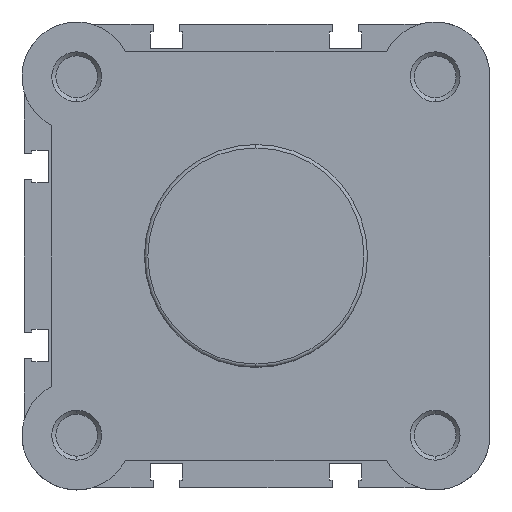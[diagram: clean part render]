
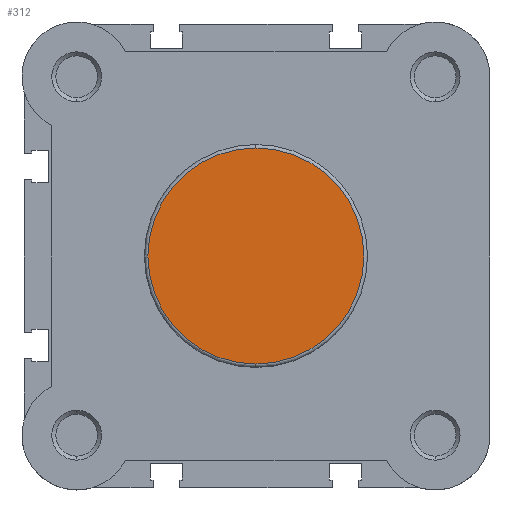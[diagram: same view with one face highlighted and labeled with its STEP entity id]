
A CAD part, left-side view. The second image highlights one B-rep face of the part: STEP entity #312.
In plain terms, the highlighted planar face has unit normal (-1, 0, 0).
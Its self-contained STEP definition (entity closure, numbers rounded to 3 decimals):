
#312 = ADVANCED_FACE ( 'NONE', ( #3192 ), #4431, .F. ) ;
#1346 = CIRCLE ( 'NONE', #2520, 21.7 ) ;
#1430 = CIRCLE ( 'NONE', #2555, 21.7 ) ;
#2071 = EDGE_CURVE ( 'NONE', #3713, #3714, #1346, .T. ) ;
#2131 = EDGE_CURVE ( 'NONE', #3714, #3713, #1430, .T. ) ;
#2325 = AXIS2_PLACEMENT_3D ( 'NONE', #4430, #4433, #4434 ) ;
#2520 = AXIS2_PLACEMENT_3D ( 'NONE', #5808, #5809, #5810 ) ;
#2555 = AXIS2_PLACEMENT_3D ( 'NONE', #5956, #5963, #5964 ) ;
#3192 = FACE_OUTER_BOUND ( 'NONE', #6150, .T. ) ;
#3713 = VERTEX_POINT ( 'NONE', #6090 ) ;
#3714 = VERTEX_POINT ( 'NONE', #6091 ) ;
#4430 = CARTESIAN_POINT ( 'NONE',  ( 0., 22.4, 0. ) ) ;
#4431 = PLANE ( 'NONE',  #2325 ) ;
#4433 = DIRECTION ( 'NONE',  ( 1., 0., 0. ) ) ;
#4434 = DIRECTION ( 'NONE',  ( 0., 0., -1. ) ) ;
#5808 = CARTESIAN_POINT ( 'NONE',  ( 0., 0., 0. ) ) ;
#5809 = DIRECTION ( 'NONE',  ( -1., 0., 0. ) ) ;
#5810 = DIRECTION ( 'NONE',  ( 0., 0., -1. ) ) ;
#5956 = CARTESIAN_POINT ( 'NONE',  ( 0., 0., 0. ) ) ;
#5963 = DIRECTION ( 'NONE',  ( -1., 0., 0. ) ) ;
#5964 = DIRECTION ( 'NONE',  ( 0., 0., -1. ) ) ;
#6090 = CARTESIAN_POINT ( 'NONE',  ( 0., 0., 21.7 ) ) ;
#6091 = CARTESIAN_POINT ( 'NONE',  ( 0., 0., -21.7 ) ) ;
#6150 = EDGE_LOOP ( 'NONE', ( #6408, #6198 ) ) ;
#6198 = ORIENTED_EDGE ( 'NONE', *, *, #2071, .T. ) ;
#6408 = ORIENTED_EDGE ( 'NONE', *, *, #2131, .T. ) ;
